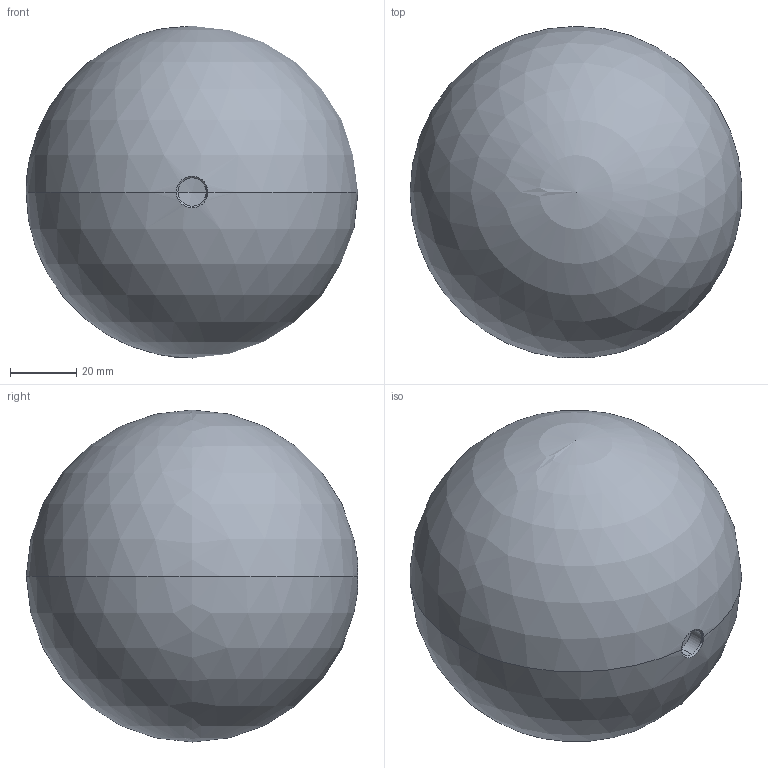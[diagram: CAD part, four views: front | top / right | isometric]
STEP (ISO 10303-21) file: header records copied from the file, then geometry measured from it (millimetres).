
FILE_DESCRIPTION (( 'STEP AP203' ), '1' );
FILE_NAME ('52100-240.STEP', '2016-04-01T12:23:52', ( '' ), ( '' ), 'SwSTEP 2.0', 'SolidWorks 2015', '' );
FILE_SCHEMA (( 'CONFIG_CONTROL_DESIGN' ));
Length unit declared in the file: millimetre
Products named in the file (1): 52100-240
Bounding box: 99.94 x 99.77 x 100 mm (x, y, z)
Volume: 60400.8 mm3; surface area: 60491.1 mm2
Topology: 1 solids, 1 shells, 225 faces, 604 edges, 402 vertices
Faces by surface type: plane 96, bspline 95, cone 26, sphere 4, cylinder 4
Entity records: 11793 total; most frequent: CARTESIAN_POINT 7151, ORIENTED_EDGE 1188, EDGE_CURVE 594, DIRECTION 494, VERTEX_POINT 396, B_SPLINE_CURVE_WITH_KNOTS 380, EDGE_LOOP 250, FACE_OUTER_BOUND 225
